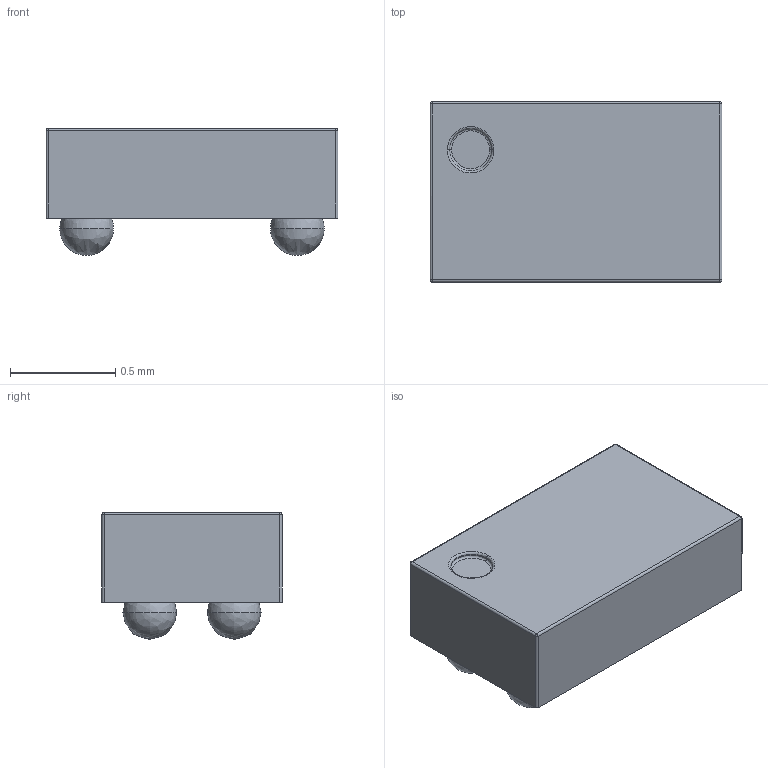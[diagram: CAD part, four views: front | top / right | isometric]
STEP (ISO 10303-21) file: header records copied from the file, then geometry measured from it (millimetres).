
FILE_DESCRIPTION (( 'STEP AP214' ), '1' );
FILE_NAME ('User Library-CSPG.STEP', '2019-11-22T11:45:06', ( '' ), ( '' ), 'SwSTEP 2.0', 'SolidWorks 2019', '' );
FILE_SCHEMA (( 'AUTOMOTIVE_DESIGN' ));
Length unit declared in the file: millimetre
Products named in the file (6): Part_123; Part_104; User Library-CSPG; Part_564; Part_112; Part_117
Assembly tree (5 placements, depth 2):
  User Library-CSPG
    Part_104
    Part_112
    Part_117
    Part_123
    Part_564
Bounding box: 1.39 x 0.85 x 0.6 mm (x, y, z)
Volume: 0.5 mm3; surface area: 5.1 mm2
Topology: 5 solids, 5 shells, 33 faces, 82 edges, 40 vertices
Faces by surface type: bspline 16, cylinder 10, plane 7
Entity records: 1645 total; most frequent: CARTESIAN_POINT 415, DIRECTION 144, ORIENTED_EDGE 124, EDGE_CURVE 62, AXIS2_PLACEMENT_3D 61, UNCERTAINTY_MEASURE_WITH_UNIT 49, COLOUR_RGB 43, STYLED_ITEM 43
